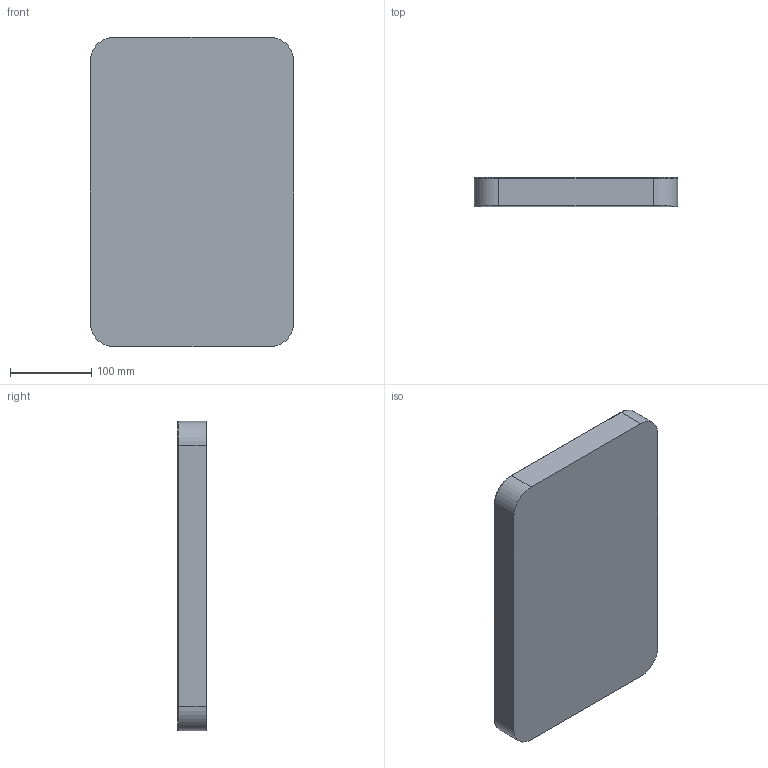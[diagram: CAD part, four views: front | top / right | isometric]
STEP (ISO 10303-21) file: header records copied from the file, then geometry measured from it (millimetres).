
FILE_DESCRIPTION(/* description */ (''),/* implementation_level */ '2;1');
FILE_NAME(/* name */ 'Cutting Board v1.step',/* time_stamp */ '2023-10-20T17:09:51+11:00',/* author */ (''),/* organization */ (''),/* preprocessor_version */ 'ST-DEVELOPER v20',/* originating_system */ 'Autodesk Translation Framework v12.14.0.127',/* authorisation */ '');
FILE_SCHEMA (('AUTOMOTIVE_DESIGN { 1 0 10303 214 3 1 1 }'));
Length unit declared in the file: millimetre
Products named in the file (1): Cutting Board
Bounding box: 250 x 35 x 380 mm (x, y, z)
Volume: 3240528.3 mm3; surface area: 239742.7 mm2
Topology: 1 solids, 1 shells, 292 faces, 792 edges, 520 vertices
Faces by surface type: bspline 150, plane 106, cylinder 20, torus 16
Entity records: 10564 total; most frequent: CARTESIAN_POINT 4155, ORIENTED_EDGE 1584, DIRECTION 838, EDGE_CURVE 792, VERTEX_POINT 520, LINE 432, VECTOR 432, EDGE_LOOP 310
